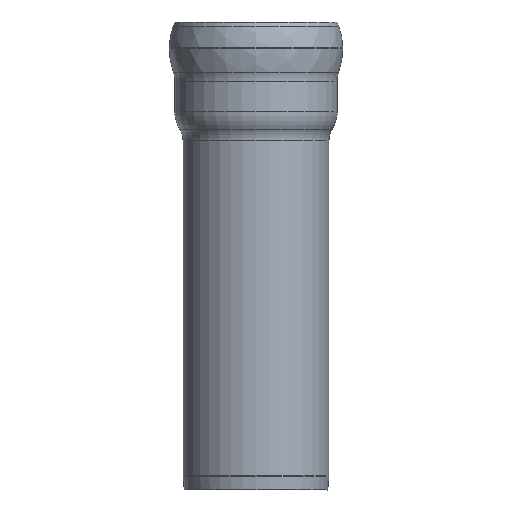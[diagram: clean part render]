
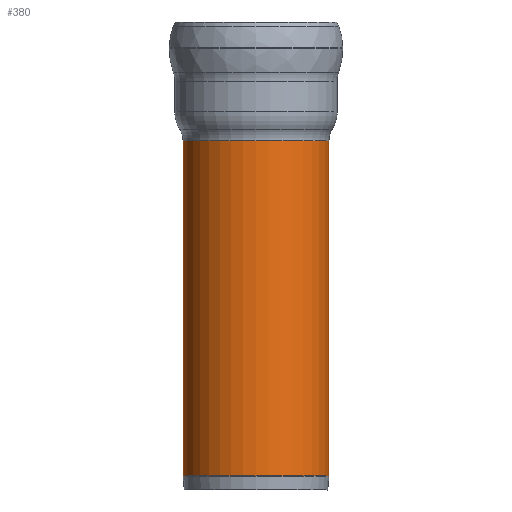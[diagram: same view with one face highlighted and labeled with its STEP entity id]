
A CAD part, front view. The second image highlights one B-rep face of the part: STEP entity #380.
In plain terms, the highlighted cylindrical face has radius 265 mm (diameter 530 mm), a full revolution.
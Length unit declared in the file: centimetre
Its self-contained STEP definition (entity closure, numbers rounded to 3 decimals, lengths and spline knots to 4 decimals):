
#24=CYLINDRICAL_SURFACE('',#412,26.5);
#31=LINE('',#645,#43);
#43=VECTOR('',#499,26.5);
#62=FACE_OUTER_BOUND('',#85,.T.);
#85=EDGE_LOOP('',(#262,#263,#264,#265,#266,#267));
#106=CIRCLE('',#405,26.5);
#110=CIRCLE('',#409,26.5);
#112=CIRCLE('',#413,26.5);
#113=CIRCLE('',#414,26.5);
#154=VERTEX_POINT('',#627);
#155=VERTEX_POINT('',#628);
#159=VERTEX_POINT('',#641);
#160=VERTEX_POINT('',#642);
#191=EDGE_CURVE('',#154,#155,#106,.T.);
#195=EDGE_CURVE('',#155,#154,#110,.T.);
#198=EDGE_CURVE('',#159,#160,#112,.T.);
#199=EDGE_CURVE('',#160,#159,#113,.T.);
#200=EDGE_CURVE('',#160,#154,#31,.T.);
#262=ORIENTED_EDGE('',*,*,#198,.F.);
#263=ORIENTED_EDGE('',*,*,#199,.F.);
#264=ORIENTED_EDGE('',*,*,#200,.T.);
#265=ORIENTED_EDGE('',*,*,#195,.F.);
#266=ORIENTED_EDGE('',*,*,#191,.F.);
#267=ORIENTED_EDGE('',*,*,#200,.F.);
#380=ADVANCED_FACE('',(#62),#24,.T.);
#405=AXIS2_PLACEMENT_3D('',#629,#478,#479);
#409=AXIS2_PLACEMENT_3D('',#635,#486,#487);
#412=AXIS2_PLACEMENT_3D('',#640,#493,#494);
#413=AXIS2_PLACEMENT_3D('',#643,#495,#496);
#414=AXIS2_PLACEMENT_3D('',#644,#497,#498);
#478=DIRECTION('center_axis',(0.,0.,-1.));
#479=DIRECTION('ref_axis',(1.,0.,0.));
#486=DIRECTION('center_axis',(0.,0.,-1.));
#487=DIRECTION('ref_axis',(1.,0.,0.));
#493=DIRECTION('center_axis',(0.,0.,1.));
#494=DIRECTION('ref_axis',(-1.,0.,0.));
#495=DIRECTION('center_axis',(0.,0.,1.));
#496=DIRECTION('ref_axis',(0.,-1.,0.));
#497=DIRECTION('center_axis',(0.,0.,1.));
#498=DIRECTION('ref_axis',(0.,-1.,0.));
#499=DIRECTION('',(0.,0.,-1.));
#627=CARTESIAN_POINT('',(26.5,0.,5.2183));
#628=CARTESIAN_POINT('',(0.,26.5,5.2183));
#629=CARTESIAN_POINT('Origin',(0.,0.,5.2183));
#635=CARTESIAN_POINT('Origin',(0.,0.,5.2183));
#640=CARTESIAN_POINT('Origin',(0.,0.,7.5654));
#641=CARTESIAN_POINT('',(0.,-26.5,126.8727));
#642=CARTESIAN_POINT('',(26.5,0.,126.8727));
#643=CARTESIAN_POINT('Origin',(0.,0.,126.8727));
#644=CARTESIAN_POINT('Origin',(0.,0.,126.8727));
#645=CARTESIAN_POINT('',(26.5,0.,7.5654));
